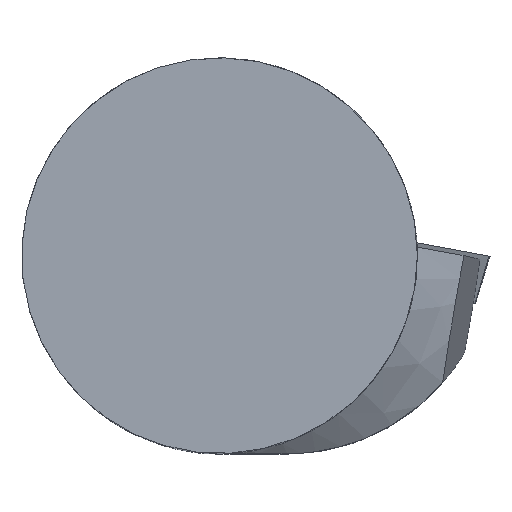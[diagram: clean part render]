
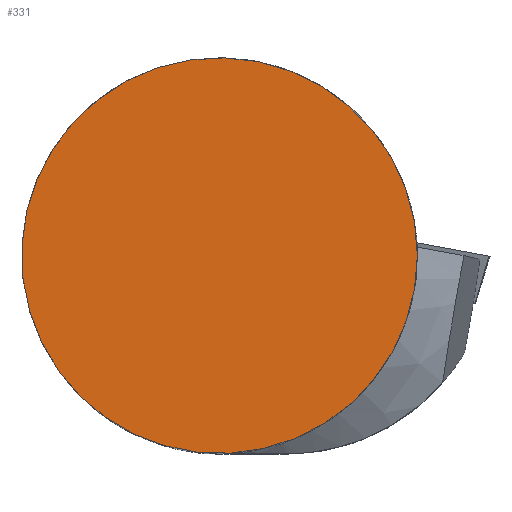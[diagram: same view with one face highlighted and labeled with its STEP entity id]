
A CAD part, top view. The second image highlights one B-rep face of the part: STEP entity #331.
In plain terms, the highlighted planar face has unit normal (0, 0, 1).
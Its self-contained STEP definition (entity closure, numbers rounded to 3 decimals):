
#331=ADVANCED_FACE('',(#408),#370,.T.);
#370=PLANE('',#1129);
#408=FACE_OUTER_BOUND('',#452,.T.);
#452=EDGE_LOOP('',(#655));
#655=ORIENTED_EDGE('',*,*,#863,.F.);
#775=VERTEX_POINT('',#1655);
#863=EDGE_CURVE('',#775,#775,#954,.T.);
#954=CIRCLE('',#1080,16.);
#1080=AXIS2_PLACEMENT_3D('',#1654,#1238,#1239);
#1129=AXIS2_PLACEMENT_3D('',#1779,#1356,#1357);
#1238=DIRECTION('',(0.,0.,-1.));
#1239=DIRECTION('',(1.,0.,0.));
#1356=DIRECTION('',(0.,0.,1.));
#1357=DIRECTION('',(1.,0.,0.));
#1654=CARTESIAN_POINT('',(0.,0.,0.));
#1655=CARTESIAN_POINT('',(16.,0.,0.));
#1779=CARTESIAN_POINT('',(0.,0.,0.));
